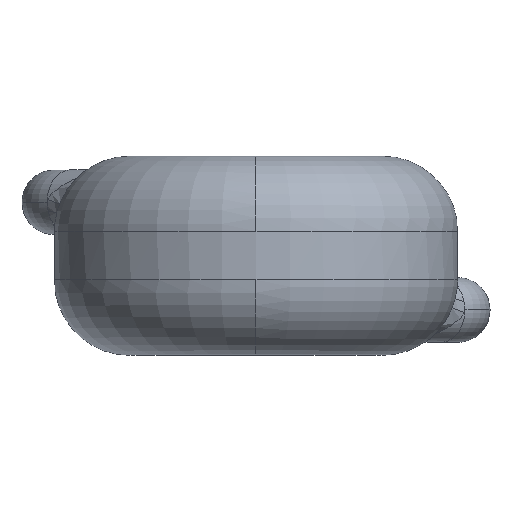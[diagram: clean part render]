
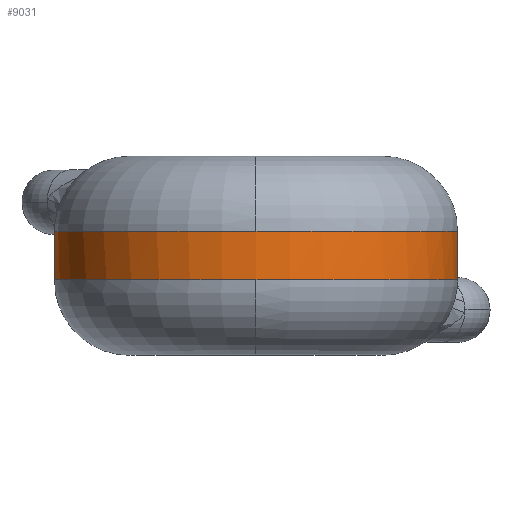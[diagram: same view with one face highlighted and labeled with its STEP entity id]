
A CAD part, top view. The second image highlights one B-rep face of the part: STEP entity #9031.
In plain terms, the highlighted cylindrical face has radius 3.75 mm (diameter 7.5 mm), a partial arc.
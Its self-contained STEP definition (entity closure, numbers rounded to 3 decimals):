
#191 = VERTEX_POINT ( 'NONE', #5337 ) ;
#364 = AXIS2_PLACEMENT_3D ( 'NONE', #3692, #6174, #6795 ) ;
#594 = CARTESIAN_POINT ( 'NONE',  ( 0., 0.455, 5.25 ) ) ;
#1176 = ORIENTED_EDGE ( 'NONE', *, *, #2983, .T. ) ;
#1282 = CYLINDRICAL_SURFACE ( 'NONE', #364, 3.75 ) ;
#1340 = FACE_OUTER_BOUND ( 'NONE', #2564, .T. ) ;
#1473 = AXIS2_PLACEMENT_3D ( 'NONE', #594, #3703, #9161 ) ;
#1850 = ORIENTED_EDGE ( 'NONE', *, *, #5700, .T. ) ;
#2122 = CARTESIAN_POINT ( 'NONE',  ( -3.491, -0.201, 3.863 ) ) ;
#2175 = B_SPLINE_CURVE_WITH_KNOTS ( 'NONE', 3,
 ( #9360, #4715, #6138, #5380 ),
 .UNSPECIFIED., .F., .F.,
 ( 4, 4 ),
 ( 0., 1. ),
 .UNSPECIFIED. ) ;
#2564 = EDGE_LOOP ( 'NONE', ( #1176, #6365, #1850, #4788, #6718, #6983 ) ) ;
#2630 = VERTEX_POINT ( 'NONE', #4346 ) ;
#2983 = EDGE_CURVE ( 'NONE', #191, #2630, #4935, .T. ) ;
#3110 = CIRCLE ( 'NONE', #1473, 3.75 ) ;
#3288 = CARTESIAN_POINT ( 'NONE',  ( 0., -0.445, 5.25 ) ) ;
#3631 = EDGE_CURVE ( 'NONE', #3834, #191, #2175, .T. ) ;
#3692 = CARTESIAN_POINT ( 'NONE',  ( 0., 8.155, 5.25 ) ) ;
#3703 = DIRECTION ( 'NONE',  ( 0., -1., 0. ) ) ;
#3834 = VERTEX_POINT ( 'NONE', #7013 ) ;
#4324 = VERTEX_POINT ( 'NONE', #7715 ) ;
#4346 = CARTESIAN_POINT ( 'NONE',  ( 0., 0.455, 9. ) ) ;
#4349 = CARTESIAN_POINT ( 'NONE',  ( 0., -0.445, 5.25 ) ) ;
#4414 = AXIS2_PLACEMENT_3D ( 'NONE', #3288, #6353, #8034 ) ;
#4652 = EDGE_CURVE ( 'NONE', #4324, #3834, #8983, .T. ) ;
#4715 = CARTESIAN_POINT ( 'NONE',  ( 3.538, -0.089, 4.005 ) ) ;
#4788 = ORIENTED_EDGE ( 'NONE', *, *, #5545, .T. ) ;
#4935 = CIRCLE ( 'NONE', #7042, 3.75 ) ;
#5066 = CARTESIAN_POINT ( 'NONE',  ( -3.564, 0.455, 4.083 ) ) ;
#5071 = CIRCLE ( 'NONE', #4414, 3.75 ) ;
#5229 = CARTESIAN_POINT ( 'NONE',  ( -3.399, -0.445, 3.667 ) ) ;
#5337 = CARTESIAN_POINT ( 'NONE',  ( 3.399, 0.455, 3.667 ) ) ;
#5380 = CARTESIAN_POINT ( 'NONE',  ( 3.399, 0.455, 3.667 ) ) ;
#5545 = EDGE_CURVE ( 'NONE', #6911, #4324, #5071, .T. ) ;
#5648 = CARTESIAN_POINT ( 'NONE',  ( 0., 0.455, 5.25 ) ) ;
#5700 = EDGE_CURVE ( 'NONE', #5910, #6911, #9491, .T. ) ;
#5717 = EDGE_CURVE ( 'NONE', #2630, #5910, #3110, .T. ) ;
#5910 = VERTEX_POINT ( 'NONE', #5066 ) ;
#6138 = CARTESIAN_POINT ( 'NONE',  ( 3.491, 0.211, 3.863 ) ) ;
#6174 = DIRECTION ( 'NONE',  ( 0., -1., 0. ) ) ;
#6353 = DIRECTION ( 'NONE',  ( 0., 1., 0. ) ) ;
#6365 = ORIENTED_EDGE ( 'NONE', *, *, #5717, .T. ) ;
#6633 = DIRECTION ( 'NONE',  ( 0., -1., 0. ) ) ;
#6718 = ORIENTED_EDGE ( 'NONE', *, *, #4652, .T. ) ;
#6761 = CARTESIAN_POINT ( 'NONE',  ( -3.564, 0.455, 4.083 ) ) ;
#6795 = DIRECTION ( 'NONE',  ( 0., 0., -1. ) ) ;
#6911 = VERTEX_POINT ( 'NONE', #8110 ) ;
#6983 = ORIENTED_EDGE ( 'NONE', *, *, #3631, .T. ) ;
#7013 = CARTESIAN_POINT ( 'NONE',  ( 3.564, -0.445, 4.083 ) ) ;
#7017 = AXIS2_PLACEMENT_3D ( 'NONE', #4349, #7453, #7500 ) ;
#7042 = AXIS2_PLACEMENT_3D ( 'NONE', #5648, #6633, #7283 ) ;
#7283 = DIRECTION ( 'NONE',  ( 0., 0., -1. ) ) ;
#7453 = DIRECTION ( 'NONE',  ( 0., 1., 0. ) ) ;
#7500 = DIRECTION ( 'NONE',  ( 0., 0., 1. ) ) ;
#7715 = CARTESIAN_POINT ( 'NONE',  ( 0., -0.445, 9. ) ) ;
#8034 = DIRECTION ( 'NONE',  ( 0., 0., 1. ) ) ;
#8110 = CARTESIAN_POINT ( 'NONE',  ( -3.399, -0.445, 3.667 ) ) ;
#8983 = CIRCLE ( 'NONE', #7017, 3.75 ) ;
#9031 = ADVANCED_FACE ( 'NONE', ( #1340 ), #1282, .T. ) ;
#9107 = CARTESIAN_POINT ( 'NONE',  ( -3.538, 0.099, 4.005 ) ) ;
#9161 = DIRECTION ( 'NONE',  ( 0., 0., -1. ) ) ;
#9360 = CARTESIAN_POINT ( 'NONE',  ( 3.564, -0.445, 4.083 ) ) ;
#9491 = B_SPLINE_CURVE_WITH_KNOTS ( 'NONE', 3,
 ( #6761, #9107, #2122, #5229 ),
 .UNSPECIFIED., .F., .F.,
 ( 4, 4 ),
 ( 0., 1. ),
 .UNSPECIFIED. ) ;
